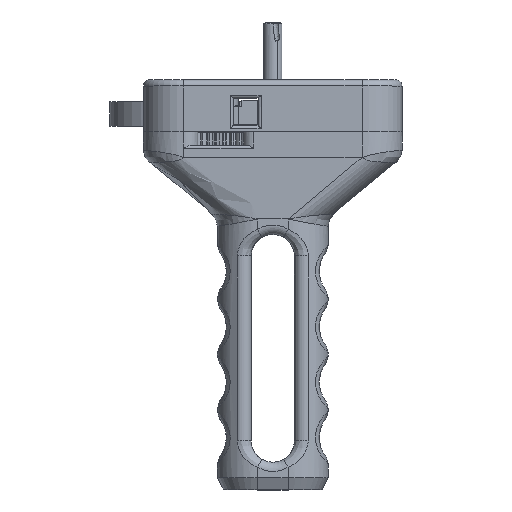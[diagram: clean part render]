
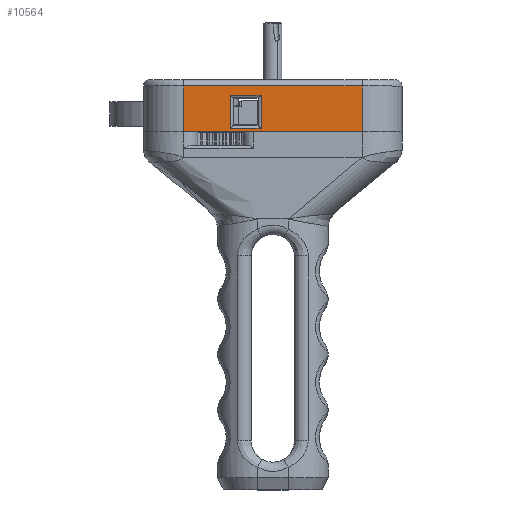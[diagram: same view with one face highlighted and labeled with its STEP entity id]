
A CAD part, top view. The second image highlights one B-rep face of the part: STEP entity #10564.
In plain terms, the highlighted face is planar.
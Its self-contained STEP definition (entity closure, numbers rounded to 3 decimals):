
#78 = DIRECTION ( 'NONE',  ( 0., 0., 1. ) ) ;
#1490 = DIRECTION ( 'NONE',  ( 0., 0., -1. ) ) ;
#1806 = VERTEX_POINT ( 'NONE', #5380 ) ;
#2940 = DIRECTION ( 'NONE',  ( 0., 0., -1. ) ) ;
#3424 = ORIENTED_EDGE ( 'NONE', *, *, #10633, .T. ) ;
#4849 = DIRECTION ( 'NONE',  ( 0., 0., -1. ) ) ;
#5380 = CARTESIAN_POINT ( 'NONE',  ( -13.8, -13., 11.8 ) ) ;
#5539 = DIRECTION ( 'NONE',  ( 0., 1., 0. ) ) ;
#5595 = LINE ( 'NONE', #22332, #16461 ) ;
#5759 = EDGE_CURVE ( 'NONE', #10651, #7041, #25766, .T. ) ;
#6132 = VECTOR ( 'NONE', #13965, 1000. ) ;
#6274 = ORIENTED_EDGE ( 'NONE', *, *, #17924, .T. ) ;
#6408 = VECTOR ( 'NONE', #30938, 1000. ) ;
#7041 = VERTEX_POINT ( 'NONE', #8588 ) ;
#7251 = EDGE_CURVE ( 'NONE', #7041, #18510, #10135, .T. ) ;
#8588 = CARTESIAN_POINT ( 'NONE',  ( -29., -13., 14.8 ) ) ;
#8691 = CARTESIAN_POINT ( 'NONE',  ( 29., -13., 0. ) ) ;
#9194 = LINE ( 'NONE', #30704, #6132 ) ;
#10135 = LINE ( 'NONE', #18422, #21833 ) ;
#10564 = ADVANCED_FACE ( 'NONE', ( #34617, #18747 ), #13285, .F. ) ;
#10633 = EDGE_CURVE ( 'NONE', #27394, #1806, #13466, .T. ) ;
#10641 = VECTOR ( 'NONE', #78, 1000. ) ;
#10651 = VERTEX_POINT ( 'NONE', #13815 ) ;
#12053 = ORIENTED_EDGE ( 'NONE', *, *, #30887, .T. ) ;
#12542 = CARTESIAN_POINT ( 'NONE',  ( -3.8, -13., 1. ) ) ;
#13285 = PLANE ( 'NONE',  #20200 ) ;
#13350 = ORIENTED_EDGE ( 'NONE', *, *, #5759, .T. ) ;
#13466 = LINE ( 'NONE', #13643, #10641 ) ;
#13643 = CARTESIAN_POINT ( 'NONE',  ( -13.8, -13., 2. ) ) ;
#13815 = CARTESIAN_POINT ( 'NONE',  ( 29., -13., 14.8 ) ) ;
#13965 = DIRECTION ( 'NONE',  ( 1., 0., 0. ) ) ;
#14722 = LINE ( 'NONE', #17550, #25140 ) ;
#14966 = EDGE_CURVE ( 'NONE', #1806, #15539, #30162, .T. ) ;
#15539 = VERTEX_POINT ( 'NONE', #29329 ) ;
#16292 = DIRECTION ( 'NONE',  ( 0., 0., 1. ) ) ;
#16461 = VECTOR ( 'NONE', #2940, 1000. ) ;
#16876 = VERTEX_POINT ( 'NONE', #12542 ) ;
#17312 = DIRECTION ( 'NONE',  ( -1., 0., 0. ) ) ;
#17550 = CARTESIAN_POINT ( 'NONE',  ( -3.8, -13., 2. ) ) ;
#17777 = ORIENTED_EDGE ( 'NONE', *, *, #26053, .T. ) ;
#17924 = EDGE_CURVE ( 'NONE', #16876, #27394, #20176, .T. ) ;
#18422 = CARTESIAN_POINT ( 'NONE',  ( -29., -13., 2. ) ) ;
#18510 = VERTEX_POINT ( 'NONE', #28146 ) ;
#18747 = FACE_OUTER_BOUND ( 'NONE', #23038, .T. ) ;
#18925 = CARTESIAN_POINT ( 'NONE',  ( 0., -13., 2. ) ) ;
#20176 = LINE ( 'NONE', #22998, #6408 ) ;
#20200 = AXIS2_PLACEMENT_3D ( 'NONE', #18925, #5539, #16292 ) ;
#20400 = CARTESIAN_POINT ( 'NONE',  ( -13.8, -13., 1. ) ) ;
#21223 = EDGE_CURVE ( 'NONE', #10651, #25349, #5595, .T. ) ;
#21833 = VECTOR ( 'NONE', #4849, 1000. ) ;
#22332 = CARTESIAN_POINT ( 'NONE',  ( 29., -13., 2. ) ) ;
#22998 = CARTESIAN_POINT ( 'NONE',  ( -12.8, -13., 1. ) ) ;
#23038 = EDGE_LOOP ( 'NONE', ( #27682, #13350, #34153, #12053 ) ) ;
#24345 = CARTESIAN_POINT ( 'NONE',  ( 0., -13., 11.8 ) ) ;
#25049 = DIRECTION ( 'NONE',  ( 1., 0., 0. ) ) ;
#25140 = VECTOR ( 'NONE', #1490, 1000. ) ;
#25349 = VERTEX_POINT ( 'NONE', #8691 ) ;
#25700 = EDGE_LOOP ( 'NONE', ( #6274, #3424, #31777, #17777 ) ) ;
#25766 = LINE ( 'NONE', #28410, #30412 ) ;
#26053 = EDGE_CURVE ( 'NONE', #15539, #16876, #14722, .T. ) ;
#27394 = VERTEX_POINT ( 'NONE', #20400 ) ;
#27682 = ORIENTED_EDGE ( 'NONE', *, *, #21223, .F. ) ;
#28146 = CARTESIAN_POINT ( 'NONE',  ( -29., -13., 0. ) ) ;
#28410 = CARTESIAN_POINT ( 'NONE',  ( -29., -13., 14.8 ) ) ;
#29329 = CARTESIAN_POINT ( 'NONE',  ( -3.8, -13., 11.8 ) ) ;
#30162 = LINE ( 'NONE', #24345, #34395 ) ;
#30412 = VECTOR ( 'NONE', #17312, 1000. ) ;
#30704 = CARTESIAN_POINT ( 'NONE',  ( 0., -13., 0. ) ) ;
#30887 = EDGE_CURVE ( 'NONE', #18510, #25349, #9194, .T. ) ;
#30938 = DIRECTION ( 'NONE',  ( -1., 0., 0. ) ) ;
#31777 = ORIENTED_EDGE ( 'NONE', *, *, #14966, .T. ) ;
#34153 = ORIENTED_EDGE ( 'NONE', *, *, #7251, .T. ) ;
#34395 = VECTOR ( 'NONE', #25049, 1000. ) ;
#34617 = FACE_BOUND ( 'NONE', #25700, .T. ) ;
